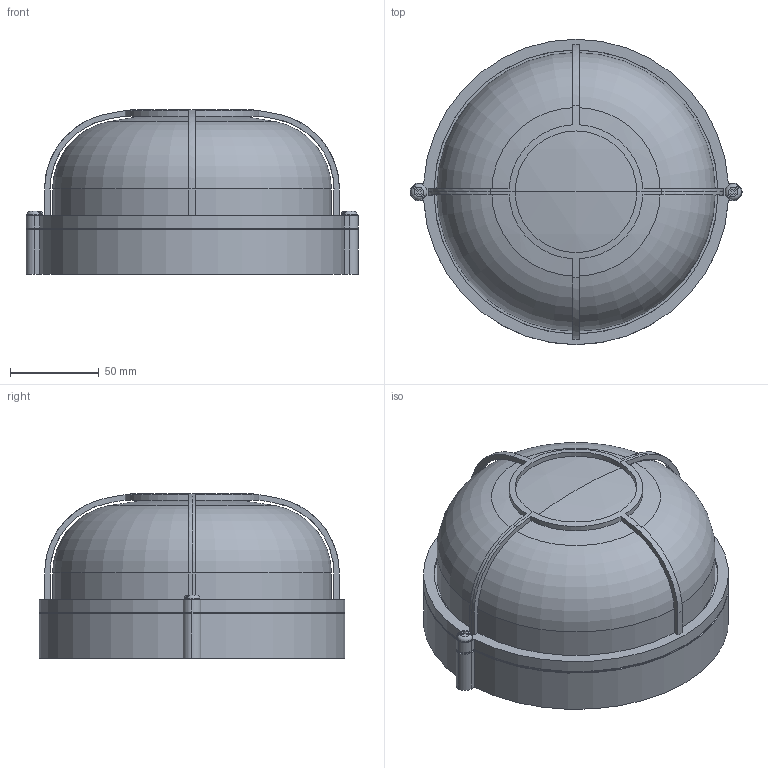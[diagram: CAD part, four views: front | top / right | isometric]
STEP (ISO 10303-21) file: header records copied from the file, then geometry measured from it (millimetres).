
FILE_DESCRIPTION (( 'STEP AP214' ), '1' );
FILE_NAME ('LNPP0-1304-1-060-K02 Ñâåòèëüíèê ÍÏÏ1304 ÷åðíûé_êðóã ñîëíöå 60Âò IP54 ÈÝÊ.STEP', '2017-06-23T07:58:05', ( '' ), ( '' ), 'SwSTEP 2.0', 'SolidWorks 2014', '' );
FILE_SCHEMA (( 'AUTOMOTIVE_DESIGN' ));
Length unit declared in the file: millimetre
Products named in the file (1): LNPP0-1304-1-060-K02 Ñâåòèëüíèê ÍÏÏ1304 ÷åðíûé_êðóã ñîëíöå 60Âò IP54  ÈÝÊ
Bounding box: 187 x 172 x 92.61 mm (x, y, z)
Volume: 1504842.4 mm3; surface area: 98386.5 mm2
Topology: 1 solids, 1 shells, 146 faces, 387 edges, 250 vertices
Faces by surface type: plane 64, cylinder 52, torus 24, sphere 6
Entity records: 5192 total; most frequent: CARTESIAN_POINT 1412, DIRECTION 832, ORIENTED_EDGE 774, EDGE_CURVE 387, AXIS2_PLACEMENT_3D 334, VERTEX_POINT 250, CIRCLE 187, VECTOR 164
